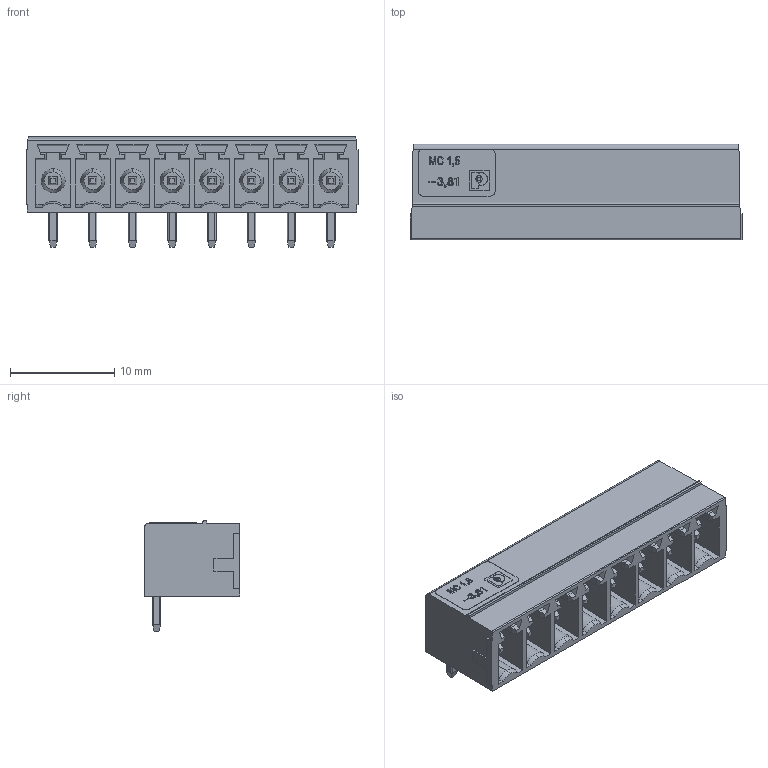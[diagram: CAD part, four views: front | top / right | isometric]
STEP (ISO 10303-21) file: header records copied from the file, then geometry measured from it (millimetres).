
FILE_DESCRIPTION(('STEP AP242'),'1');
FILE_NAME('1803332.stp','2023-08-30T08:32:23',('TraceParts'),('TraceParts S.A.'),'Spatial InterOp 3D',' ',' ');
FILE_SCHEMA(('AP242_MANAGED_MODEL_BASED_3D_ENGINEERING_MIM_LF {1 0 10303 442 1 1 4}'));
Length unit declared in the file: millimetre
Products named in the file (1): 1803332_1
Bounding box: 31.87 x 9.2 x 10.65 mm (x, y, z)
Volume: 1081.7 mm3; surface area: 2938.2 mm2
Topology: 9 solids, 9 shells, 1047 faces, 2925 edges, 1920 vertices
Faces by surface type: plane 813, cylinder 135, torus 32, cone 32, bspline 19, sphere 16
Entity records: 52758 total; most frequent: CARTESIAN_POINT 8532, ORIENTED_EDGE 5818, DIRECTION 5144, EDGE_CURVE 2909, STYLED_ITEM 2850, PRESENTATION_STYLE_ASSIGNMENT 2850, COLOUR_RGB 2850, LINE 2368
